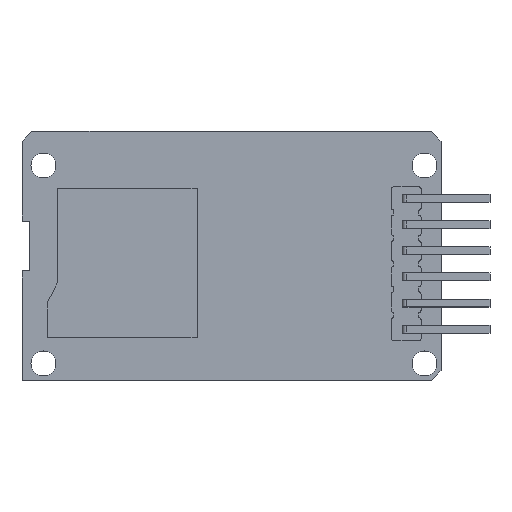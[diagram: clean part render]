
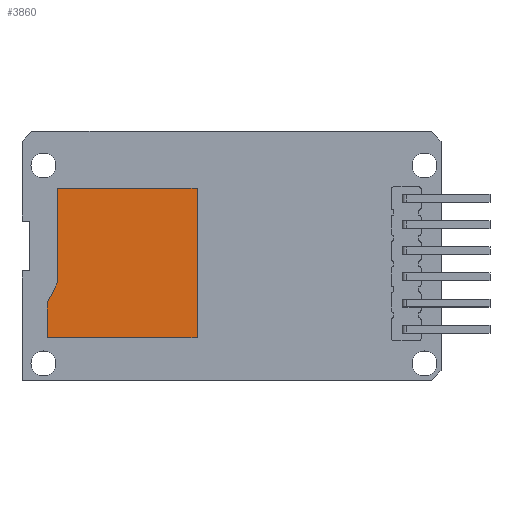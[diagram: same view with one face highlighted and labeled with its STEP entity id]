
A CAD part, top view. The second image highlights one B-rep face of the part: STEP entity #3860.
In plain terms, the highlighted planar face has unit normal (0, 0, 1).
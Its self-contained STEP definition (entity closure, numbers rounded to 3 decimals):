
#1 = CARTESIAN_POINT ( 'NONE',  ( -15.084, -3.2, 3.4 ) ) ;
#152 = AXIS2_PLACEMENT_3D ( 'NONE', #3447, #3392, #1006 ) ;
#228 = DIRECTION ( 'NONE',  ( 1., 0., 0. ) ) ;
#230 = CARTESIAN_POINT ( 'NONE',  ( -0.084, 8.3, 3.4 ) ) ;
#269 = LINE ( 'NONE', #230, #3021 ) ;
#506 = CARTESIAN_POINT ( 'NONE',  ( -14.084, 8.3, 3.4 ) ) ;
#580 = CARTESIAN_POINT ( 'NONE',  ( -0.084, 8.3, 3.4 ) ) ;
#923 = ORIENTED_EDGE ( 'NONE', *, *, #2409, .T. ) ;
#956 = EDGE_CURVE ( 'NONE', #3725, #1381, #2891, .T. ) ;
#962 = ORIENTED_EDGE ( 'NONE', *, *, #2418, .T. ) ;
#1006 = DIRECTION ( 'NONE',  ( 1., 0., 0. ) ) ;
#1013 = ORIENTED_EDGE ( 'NONE', *, *, #956, .T. ) ;
#1090 = CARTESIAN_POINT ( 'NONE',  ( -14.084, -1.2, 3.4 ) ) ;
#1133 = VERTEX_POINT ( 'NONE', #3441 ) ;
#1263 = VECTOR ( 'NONE', #228, 1000. ) ;
#1322 = CARTESIAN_POINT ( 'NONE',  ( -14.084, 8.3, 3.4 ) ) ;
#1336 = DIRECTION ( 'NONE',  ( 0., -1., 0. ) ) ;
#1381 = VERTEX_POINT ( 'NONE', #2649 ) ;
#1485 = EDGE_CURVE ( 'NONE', #1801, #3141, #269, .T. ) ;
#1527 = PLANE ( 'NONE',  #152 ) ;
#1538 = VECTOR ( 'NONE', #3090, 1000. ) ;
#1598 = DIRECTION ( 'NONE',  ( 0., -1., 0. ) ) ;
#1691 = LINE ( 'NONE', #1322, #3831 ) ;
#1801 = VERTEX_POINT ( 'NONE', #580 ) ;
#1804 = DIRECTION ( 'NONE',  ( -1., 0., 0. ) ) ;
#1840 = CARTESIAN_POINT ( 'NONE',  ( -0.084, -6.7, 3.4 ) ) ;
#1863 = EDGE_CURVE ( 'NONE', #1381, #1801, #2678, .T. ) ;
#2105 = CARTESIAN_POINT ( 'NONE',  ( -15.084, -6.7, 3.4 ) ) ;
#2142 = ORIENTED_EDGE ( 'NONE', *, *, #2249, .T. ) ;
#2174 = VECTOR ( 'NONE', #2599, 1000. ) ;
#2249 = EDGE_CURVE ( 'NONE', #1133, #3725, #2862, .T. ) ;
#2275 = EDGE_LOOP ( 'NONE', ( #2142, #1013, #3985, #2417, #962, #923 ) ) ;
#2284 = VERTEX_POINT ( 'NONE', #1090 ) ;
#2409 = EDGE_CURVE ( 'NONE', #2284, #1133, #3729, .T. ) ;
#2417 = ORIENTED_EDGE ( 'NONE', *, *, #1485, .T. ) ;
#2418 = EDGE_CURVE ( 'NONE', #3141, #2284, #1691, .T. ) ;
#2599 = DIRECTION ( 'NONE',  ( -0.447, -0.894, 0. ) ) ;
#2613 = CARTESIAN_POINT ( 'NONE',  ( -14.084, -1.2, 3.4 ) ) ;
#2649 = CARTESIAN_POINT ( 'NONE',  ( -0.084, -6.7, 3.4 ) ) ;
#2678 = LINE ( 'NONE', #1840, #1538 ) ;
#2862 = LINE ( 'NONE', #1, #3548 ) ;
#2891 = LINE ( 'NONE', #2105, #1263 ) ;
#3021 = VECTOR ( 'NONE', #1804, 1000. ) ;
#3090 = DIRECTION ( 'NONE',  ( 0., 1., 0. ) ) ;
#3141 = VERTEX_POINT ( 'NONE', #506 ) ;
#3392 = DIRECTION ( 'NONE',  ( 0., 0., 1. ) ) ;
#3441 = CARTESIAN_POINT ( 'NONE',  ( -15.084, -3.2, 3.4 ) ) ;
#3447 = CARTESIAN_POINT ( 'NONE',  ( 0., 0., 3.4 ) ) ;
#3548 = VECTOR ( 'NONE', #1598, 1000. ) ;
#3716 = CARTESIAN_POINT ( 'NONE',  ( -15.084, -6.7, 3.4 ) ) ;
#3725 = VERTEX_POINT ( 'NONE', #3716 ) ;
#3729 = LINE ( 'NONE', #2613, #2174 ) ;
#3831 = VECTOR ( 'NONE', #1336, 1000. ) ;
#3860 = ADVANCED_FACE ( 'NONE', ( #3960 ), #1527, .T. ) ;
#3960 = FACE_OUTER_BOUND ( 'NONE', #2275, .T. ) ;
#3985 = ORIENTED_EDGE ( 'NONE', *, *, #1863, .T. ) ;
